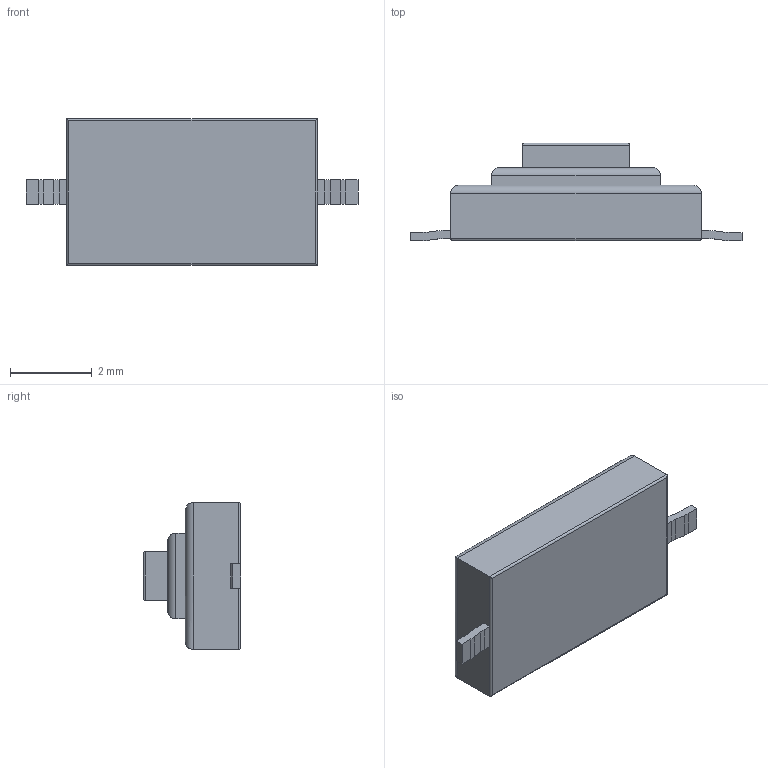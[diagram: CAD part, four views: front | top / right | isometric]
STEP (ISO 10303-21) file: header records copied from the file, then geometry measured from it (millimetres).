
FILE_DESCRIPTION (( 'STEP AP214' ), '1' );
FILE_NAME ('AA4AD7FA-6CBB-4670-9AA9-6F6D54CC87BD.STEP', '2024-03-04T15:49:52', ( '' ), ( '' ), 'SwSTEP 2.0', 'SolidWorks 2022', '' );
FILE_SCHEMA (( 'AUTOMOTIVE_DESIGN' ));
Length unit declared in the file: millimetre
Products named in the file (1): AA4AD7FA-6CBB-4670-9AA9-6F6D54CC87BD
Bounding box: 8.14 x 2.39 x 3.6 mm (x, y, z)
Volume: 35.7 mm3; surface area: 81 mm2
Topology: 3 solids, 3 shells, 60 faces, 140 edges, 88 vertices
Faces by surface type: plane 36, cylinder 24
Entity records: 1878 total; most frequent: CARTESIAN_POINT 337, ORIENTED_EDGE 280, DIRECTION 262, EDGE_CURVE 140, VECTOR 108, LINE 108, VERTEX_POINT 88, AXIS2_PLACEMENT_3D 77
